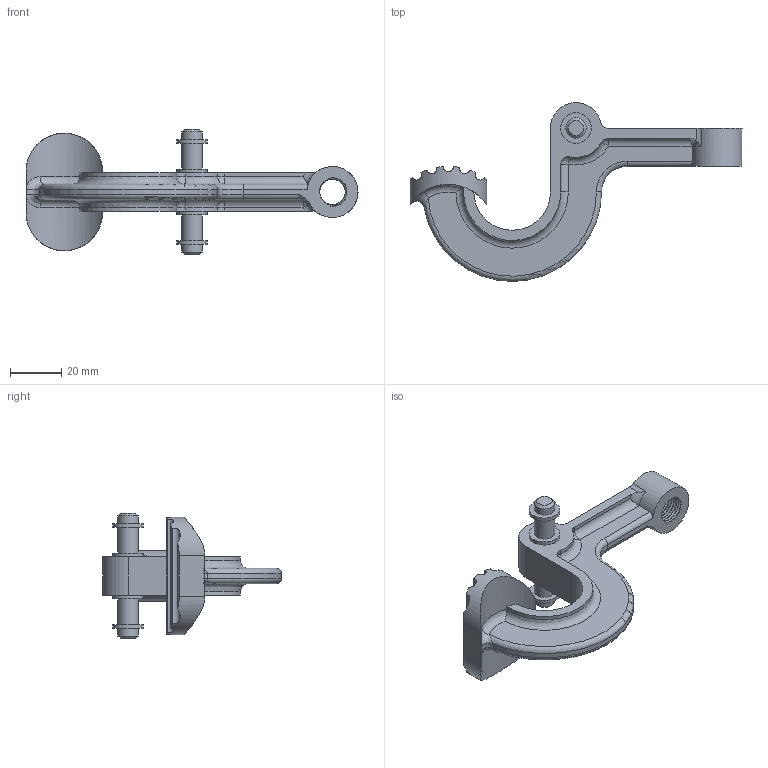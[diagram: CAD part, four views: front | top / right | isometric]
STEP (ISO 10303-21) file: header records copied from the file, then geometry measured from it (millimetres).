
FILE_DESCRIPTION (( 'STEP AP214' ), '1' );
FILE_NAME ('Part1. Clamp Arm.STEP', '2025-04-02T16:42:54', ( '' ), ( '' ), 'SwSTEP 2.0', 'SolidWorks 2025', '' );
FILE_SCHEMA (( 'AUTOMOTIVE_DESIGN' ));
Length unit declared in the file: millimetre
Products named in the file (1): Part1. Clamp Arm
Bounding box: 130 x 70 x 49 mm (x, y, z)
Volume: 37639 mm3; surface area: 16321.8 mm2
Topology: 1 solids, 1 shells, 93 faces, 221 edges, 135 vertices
Faces by surface type: cylinder 47, plane 21, torus 12, bspline 6, sphere 5, cone 2
Full cylindrical faces by diameter (mm): 8 x4, 12 x4
Entity records: 12927 total; most frequent: CARTESIAN_POINT 10877, DIRECTION 422, ORIENTED_EDGE 410, EDGE_CURVE 205, AXIS2_PLACEMENT_3D 178, VERTEX_POINT 133, EDGE_LOOP 114, FACE_OUTER_BOUND 101
